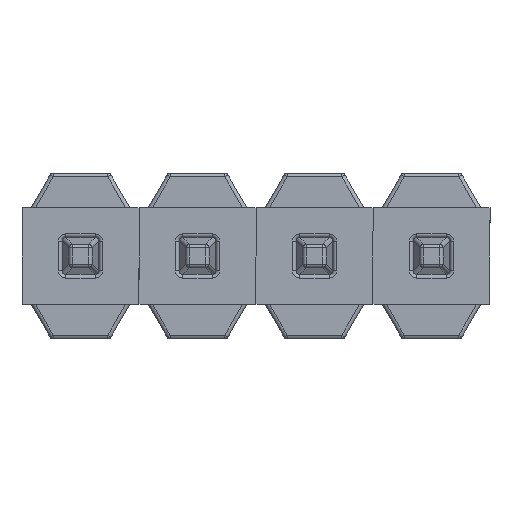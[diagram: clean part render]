
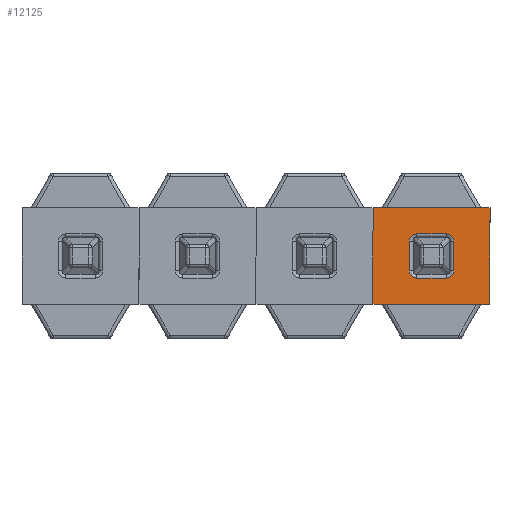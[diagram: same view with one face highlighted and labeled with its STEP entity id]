
A CAD part, front view. The second image highlights one B-rep face of the part: STEP entity #12125.
In plain terms, the highlighted planar face has unit normal (0, -1, 0).
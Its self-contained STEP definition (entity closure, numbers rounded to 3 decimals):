
#1 = LINE ( 'NONE', #6813, #2819 ) ;
#13 = CARTESIAN_POINT ( 'NONE',  ( -0.635, -0.3, -0.525 ) ) ;
#73 = VERTEX_POINT ( 'NONE', #13531 ) ;
#388 = FACE_OUTER_BOUND ( 'NONE', #13070, .T. ) ;
#527 = VERTEX_POINT ( 'NONE', #3374 ) ;
#533 = DIRECTION ( 'NONE',  ( 0., 1., 0. ) ) ;
#626 = LINE ( 'NONE', #7749, #11189 ) ;
#806 = LINE ( 'NONE', #7442, #5777 ) ;
#814 = AXIS2_PLACEMENT_3D ( 'NONE', #3192, #10573, #4272 ) ;
#1023 = ORIENTED_EDGE ( 'NONE', *, *, #4880, .T. ) ;
#1064 = ORIENTED_EDGE ( 'NONE', *, *, #13163, .T. ) ;
#1117 = DIRECTION ( 'NONE',  ( 0., 1., 0. ) ) ;
#1125 = CARTESIAN_POINT ( 'NONE',  ( -0.635, -0.3, 0.525 ) ) ;
#1224 = VECTOR ( 'NONE', #2164, 1000. ) ;
#1254 = VERTEX_POINT ( 'NONE', #3660 ) ;
#1408 = CARTESIAN_POINT ( 'NONE',  ( -0.24, -0.3, 0.16 ) ) ;
#1498 = CARTESIAN_POINT ( 'NONE',  ( -0.635, -0.3, -0.525 ) ) ;
#1661 = LINE ( 'NONE', #13169, #6954 ) ;
#1901 = DIRECTION ( 'NONE',  ( -1., 0., 0. ) ) ;
#2150 = ORIENTED_EDGE ( 'NONE', *, *, #6953, .T. ) ;
#2164 = DIRECTION ( 'NONE',  ( -1., 0., 0. ) ) ;
#2209 = CARTESIAN_POINT ( 'NONE',  ( 0.24, -0.3, 0.16 ) ) ;
#2233 = PLANE ( 'NONE',  #12524 ) ;
#2330 = VECTOR ( 'NONE', #1901, 1000. ) ;
#2363 = DIRECTION ( 'NONE',  ( 0., 0., 1. ) ) ;
#2437 = ORIENTED_EDGE ( 'NONE', *, *, #7469, .T. ) ;
#2552 = VERTEX_POINT ( 'NONE', #5840 ) ;
#2584 = CIRCLE ( 'NONE', #8406, 0.08 ) ;
#2774 = EDGE_CURVE ( 'NONE', #4243, #3948, #6456, .T. ) ;
#2806 = VECTOR ( 'NONE', #7411, 1000. ) ;
#2819 = VECTOR ( 'NONE', #6765, 1000. ) ;
#2882 = ORIENTED_EDGE ( 'NONE', *, *, #3587, .T. ) ;
#2938 = DIRECTION ( 'NONE',  ( 0., 1., 0. ) ) ;
#2955 = CARTESIAN_POINT ( 'NONE',  ( -0.16, -0.3, -0.16 ) ) ;
#2972 = VECTOR ( 'NONE', #8271, 1000. ) ;
#3018 = VECTOR ( 'NONE', #4255, 1000. ) ;
#3124 = EDGE_CURVE ( 'NONE', #10391, #7755, #1, .T. ) ;
#3192 = CARTESIAN_POINT ( 'NONE',  ( 0.16, -0.3, -0.16 ) ) ;
#3212 = EDGE_CURVE ( 'NONE', #5318, #4243, #7127, .T. ) ;
#3292 = DIRECTION ( 'NONE',  ( 0., 0., 1. ) ) ;
#3374 = CARTESIAN_POINT ( 'NONE',  ( 0.16, -0.3, 0.24 ) ) ;
#3459 = EDGE_CURVE ( 'NONE', #3948, #527, #1661, .T. ) ;
#3584 = EDGE_CURVE ( 'NONE', #9469, #10391, #10894, .T. ) ;
#3587 = EDGE_CURVE ( 'NONE', #1254, #73, #8420, .T. ) ;
#3660 = CARTESIAN_POINT ( 'NONE',  ( 0.24, -0.3, -0.16 ) ) ;
#3864 = CARTESIAN_POINT ( 'NONE',  ( -0.16, -0.3, 0.24 ) ) ;
#3948 = VERTEX_POINT ( 'NONE', #3864 ) ;
#4018 = CARTESIAN_POINT ( 'NONE',  ( 0.635, -0.3, -0.525 ) ) ;
#4036 = DIRECTION ( 'NONE',  ( 0., 0., 1. ) ) ;
#4097 = ORIENTED_EDGE ( 'NONE', *, *, #3459, .T. ) ;
#4143 = VERTEX_POINT ( 'NONE', #7395 ) ;
#4243 = VERTEX_POINT ( 'NONE', #1408 ) ;
#4255 = DIRECTION ( 'NONE',  ( -1., 0., 0. ) ) ;
#4272 = DIRECTION ( 'NONE',  ( 0., 0., 1. ) ) ;
#4299 = VECTOR ( 'NONE', #8028, 1000. ) ;
#4333 = AXIS2_PLACEMENT_3D ( 'NONE', #2955, #10340, #4036 ) ;
#4376 = LINE ( 'NONE', #9539, #1224 ) ;
#4499 = VERTEX_POINT ( 'NONE', #5038 ) ;
#4880 = EDGE_CURVE ( 'NONE', #6231, #4143, #8922, .T. ) ;
#5038 = CARTESIAN_POINT ( 'NONE',  ( 0.635, -0.3, 0.525 ) ) ;
#5318 = VERTEX_POINT ( 'NONE', #5981 ) ;
#5353 = DIRECTION ( 'NONE',  ( -1., 0., 0. ) ) ;
#5435 = ORIENTED_EDGE ( 'NONE', *, *, #3212, .T. ) ;
#5571 = CIRCLE ( 'NONE', #4333, 0.08 ) ;
#5627 = DIRECTION ( 'NONE',  ( 0., 0., -1. ) ) ;
#5678 = EDGE_CURVE ( 'NONE', #7755, #6231, #806, .T. ) ;
#5777 = VECTOR ( 'NONE', #12662, 1000. ) ;
#5840 = CARTESIAN_POINT ( 'NONE',  ( 0.535, -0.3, 0.525 ) ) ;
#5932 = ORIENTED_EDGE ( 'NONE', *, *, #12697, .T. ) ;
#5956 = VERTEX_POINT ( 'NONE', #13227 ) ;
#5981 = CARTESIAN_POINT ( 'NONE',  ( -0.24, -0.3, -0.16 ) ) ;
#6041 = ORIENTED_EDGE ( 'NONE', *, *, #10789, .T. ) ;
#6231 = VERTEX_POINT ( 'NONE', #6353 ) ;
#6330 = EDGE_CURVE ( 'NONE', #4143, #4499, #12965, .T. ) ;
#6353 = CARTESIAN_POINT ( 'NONE',  ( 0.535, -0.3, -0.525 ) ) ;
#6456 = CIRCLE ( 'NONE', #13416, 0.08 ) ;
#6765 = DIRECTION ( 'NONE',  ( 1., 0., 0. ) ) ;
#6813 = CARTESIAN_POINT ( 'NONE',  ( 0.635, -0.3, -0.525 ) ) ;
#6822 = EDGE_CURVE ( 'NONE', #5956, #9469, #10178, .T. ) ;
#6872 = CARTESIAN_POINT ( 'NONE',  ( -0.16, -0.3, 0.16 ) ) ;
#6900 = ORIENTED_EDGE ( 'NONE', *, *, #6822, .T. ) ;
#6953 = EDGE_CURVE ( 'NONE', #12744, #1254, #626, .T. ) ;
#6954 = VECTOR ( 'NONE', #7901, 1000. ) ;
#6960 = ORIENTED_EDGE ( 'NONE', *, *, #3584, .T. ) ;
#7127 = LINE ( 'NONE', #11144, #4299 ) ;
#7157 = CARTESIAN_POINT ( 'NONE',  ( -0.16, -0.3, -0.24 ) ) ;
#7219 = EDGE_CURVE ( 'NONE', #527, #12744, #2584, .T. ) ;
#7340 = FACE_BOUND ( 'NONE', #13467, .T. ) ;
#7395 = CARTESIAN_POINT ( 'NONE',  ( 0.635, -0.3, -0.525 ) ) ;
#7411 = DIRECTION ( 'NONE',  ( 0., 0., -1. ) ) ;
#7442 = CARTESIAN_POINT ( 'NONE',  ( 0.635, -0.3, -0.525 ) ) ;
#7469 = EDGE_CURVE ( 'NONE', #8706, #5318, #5571, .T. ) ;
#7500 = CARTESIAN_POINT ( 'NONE',  ( 0., -0.3, 0. ) ) ;
#7732 = CARTESIAN_POINT ( 'NONE',  ( -0.635, -0.3, 0.525 ) ) ;
#7749 = CARTESIAN_POINT ( 'NONE',  ( 0.24, -0.3, -0.16 ) ) ;
#7755 = VERTEX_POINT ( 'NONE', #12870 ) ;
#7823 = ORIENTED_EDGE ( 'NONE', *, *, #3124, .T. ) ;
#7901 = DIRECTION ( 'NONE',  ( 1., 0., 0. ) ) ;
#7937 = DIRECTION ( 'NONE',  ( 0., 0., 1. ) ) ;
#8028 = DIRECTION ( 'NONE',  ( 0., 0., 1. ) ) ;
#8271 = DIRECTION ( 'NONE',  ( 1., 0., 0. ) ) ;
#8406 = AXIS2_PLACEMENT_3D ( 'NONE', #9256, #2938, #10313 ) ;
#8420 = CIRCLE ( 'NONE', #814, 0.08 ) ;
#8443 = CARTESIAN_POINT ( 'NONE',  ( -0.16, -0.3, -0.24 ) ) ;
#8705 = CARTESIAN_POINT ( 'NONE',  ( 0.635, -0.3, 0.525 ) ) ;
#8706 = VERTEX_POINT ( 'NONE', #7157 ) ;
#8922 = LINE ( 'NONE', #4018, #2972 ) ;
#9256 = CARTESIAN_POINT ( 'NONE',  ( 0.16, -0.3, 0.16 ) ) ;
#9469 = VERTEX_POINT ( 'NONE', #7732 ) ;
#9539 = CARTESIAN_POINT ( 'NONE',  ( -0.635, -0.3, 0.525 ) ) ;
#9829 = VECTOR ( 'NONE', #5353, 1000. ) ;
#10178 = LINE ( 'NONE', #1125, #9829 ) ;
#10192 = VECTOR ( 'NONE', #2363, 1000. ) ;
#10313 = DIRECTION ( 'NONE',  ( 0., 0., 1. ) ) ;
#10334 = CARTESIAN_POINT ( 'NONE',  ( -0.635, -0.3, 0.525 ) ) ;
#10340 = DIRECTION ( 'NONE',  ( 0., 1., 0. ) ) ;
#10391 = VERTEX_POINT ( 'NONE', #1498 ) ;
#10573 = DIRECTION ( 'NONE',  ( 0., 1., 0. ) ) ;
#10789 = EDGE_CURVE ( 'NONE', #4499, #2552, #4376, .T. ) ;
#10894 = LINE ( 'NONE', #13, #2806 ) ;
#11144 = CARTESIAN_POINT ( 'NONE',  ( -0.24, -0.3, 0.16 ) ) ;
#11189 = VECTOR ( 'NONE', #5627, 1000. ) ;
#11388 = ORIENTED_EDGE ( 'NONE', *, *, #2774, .T. ) ;
#11444 = ORIENTED_EDGE ( 'NONE', *, *, #5678, .T. ) ;
#11737 = LINE ( 'NONE', #8443, #3018 ) ;
#12125 = ADVANCED_FACE ( 'NONE', ( #7340, #388 ), #2233, .F. ) ;
#12524 = AXIS2_PLACEMENT_3D ( 'NONE', #7500, #1117, #3292 ) ;
#12549 = ORIENTED_EDGE ( 'NONE', *, *, #7219, .T. ) ;
#12662 = DIRECTION ( 'NONE',  ( 1., 0., 0. ) ) ;
#12677 = ORIENTED_EDGE ( 'NONE', *, *, #6330, .T. ) ;
#12697 = EDGE_CURVE ( 'NONE', #73, #8706, #11737, .T. ) ;
#12744 = VERTEX_POINT ( 'NONE', #2209 ) ;
#12870 = CARTESIAN_POINT ( 'NONE',  ( -0.535, -0.3, -0.525 ) ) ;
#12965 = LINE ( 'NONE', #8705, #10192 ) ;
#13070 = EDGE_LOOP ( 'NONE', ( #6960, #7823, #11444, #1023, #12677, #6041, #1064, #6900 ) ) ;
#13163 = EDGE_CURVE ( 'NONE', #2552, #5956, #13535, .T. ) ;
#13169 = CARTESIAN_POINT ( 'NONE',  ( 0.16, -0.3, 0.24 ) ) ;
#13227 = CARTESIAN_POINT ( 'NONE',  ( -0.535, -0.3, 0.525 ) ) ;
#13416 = AXIS2_PLACEMENT_3D ( 'NONE', #6872, #533, #7937 ) ;
#13467 = EDGE_LOOP ( 'NONE', ( #5932, #2437, #5435, #11388, #4097, #12549, #2150, #2882 ) ) ;
#13531 = CARTESIAN_POINT ( 'NONE',  ( 0.16, -0.3, -0.24 ) ) ;
#13535 = LINE ( 'NONE', #10334, #2330 ) ;
